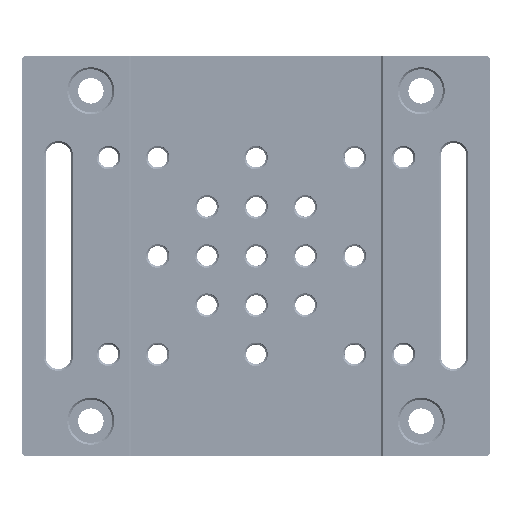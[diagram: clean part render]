
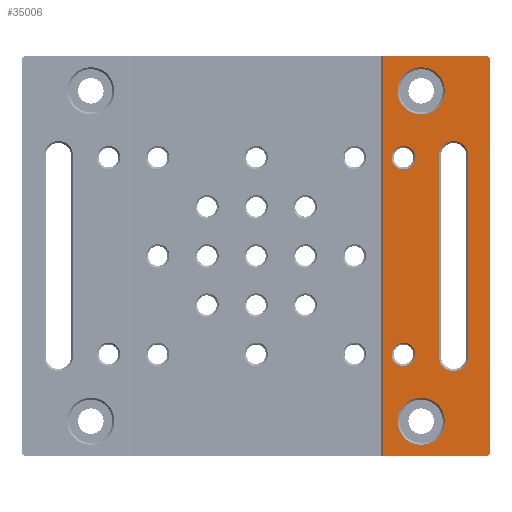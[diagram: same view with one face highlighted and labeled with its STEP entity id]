
A CAD part, front view. The second image highlights one B-rep face of the part: STEP entity #35006.
In plain terms, the highlighted planar face has unit normal (0, -1, 0).
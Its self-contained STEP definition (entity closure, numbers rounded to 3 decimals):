
#587=CARTESIAN_POINT('',(42.,0.,42.));
#588=DIRECTION('',(0.,1.,0.));
#589=DIRECTION('',(-1.,0.,0.));
#590=AXIS2_PLACEMENT_3D('',#587,#588,#589);
#592=CARTESIAN_POINT('',(42.,0.,42.));
#593=DIRECTION('',(0.,1.,0.));
#594=DIRECTION('',(1.,0.,0.));
#595=AXIS2_PLACEMENT_3D('',#592,#593,#594);
#597=DIRECTION('',(-0.707,0.,0.707));
#598=VECTOR('',#597,0.707);
#599=CARTESIAN_POINT('',(59.5,0.,50.25));
#600=LINE('',#599,#598);
#601=DIRECTION('',(0.,0.,1.));
#602=VECTOR('',#601,100.5);
#603=CARTESIAN_POINT('',(59.5,0.,-50.25));
#604=LINE('',#603,#602);
#605=DIRECTION('',(0.707,0.,0.707));
#606=VECTOR('',#605,0.707);
#607=CARTESIAN_POINT('',(59.,0.,-50.75));
#608=LINE('',#607,#606);
#609=DIRECTION('',(1.,0.,0.));
#610=VECTOR('',#609,26.75);
#611=CARTESIAN_POINT('',(32.25,0.,-50.75));
#612=LINE('',#611,#610);
#613=DIRECTION('',(0.,0.,-1.));
#614=VECTOR('',#613,101.5);
#615=CARTESIAN_POINT('',(32.25,0.,50.75));
#616=LINE('',#615,#614);
#617=DIRECTION('',(-1.,0.,0.));
#618=VECTOR('',#617,26.75);
#619=CARTESIAN_POINT('',(59.,0.,50.75));
#620=LINE('',#619,#618);
#665=CARTESIAN_POINT('',(42.,0.,-42.));
#666=DIRECTION('',(0.,1.,0.));
#667=DIRECTION('',(1.,0.,0.));
#668=AXIS2_PLACEMENT_3D('',#665,#666,#667);
#670=CARTESIAN_POINT('',(42.,0.,-42.));
#671=DIRECTION('',(0.,1.,0.));
#672=DIRECTION('',(-1.,0.,0.));
#673=AXIS2_PLACEMENT_3D('',#670,#671,#672);
#675=DIRECTION('',(0.,0.,-1.));
#676=VECTOR('',#675,51.);
#677=CARTESIAN_POINT('',(46.5,0.,25.5));
#678=LINE('',#677,#676);
#679=CARTESIAN_POINT('',(50.25,0.,-25.5));
#680=DIRECTION('',(0.,-1.,0.));
#681=DIRECTION('',(-1.,0.,0.));
#682=AXIS2_PLACEMENT_3D('',#679,#680,#681);
#684=DIRECTION('',(0.,0.,1.));
#685=VECTOR('',#684,51.);
#686=CARTESIAN_POINT('',(54.,0.,-25.5));
#687=LINE('',#686,#685);
#688=CARTESIAN_POINT('',(50.25,0.,25.5));
#689=DIRECTION('',(0.,-1.,0.));
#690=DIRECTION('',(1.,0.,0.));
#691=AXIS2_PLACEMENT_3D('',#688,#689,#690);
#739=CARTESIAN_POINT('',(37.5,0.,-25.));
#740=DIRECTION('',(0.,1.,0.));
#741=DIRECTION('',(0.056,0.,-0.998));
#742=AXIS2_PLACEMENT_3D('',#739,#740,#741);
#744=CARTESIAN_POINT('',(40.323,0.,
-26.015));
#745=CARTESIAN_POINT('',(40.243,0.,
-26.239));
#746=CARTESIAN_POINT('',(40.035,0.,-26.655));
#747=CARTESIAN_POINT('',(39.581,0.,
-27.199));
#748=CARTESIAN_POINT('',(39.01,0.,-27.624));
#749=CARTESIAN_POINT('',(38.364,0.,-27.901));
#750=CARTESIAN_POINT('',(37.907,0.,
-27.982));
#751=CARTESIAN_POINT('',(37.669,0.,
-27.995));
#753=CARTESIAN_POINT('',(37.5,0.,25.));
#754=DIRECTION('',(0.,1.,0.));
#755=DIRECTION('',(0.056,0.,-0.998));
#756=AXIS2_PLACEMENT_3D('',#753,#754,#755);
#758=CARTESIAN_POINT('',(40.323,0.,23.985));
#759=CARTESIAN_POINT('',(40.243,0.,23.761));
#760=CARTESIAN_POINT('',(40.035,0.,23.345));
#761=CARTESIAN_POINT('',(39.581,0.,22.801));
#762=CARTESIAN_POINT('',(39.01,0.,22.376));
#763=CARTESIAN_POINT('',(38.364,0.,22.099));
#764=CARTESIAN_POINT('',(37.907,0.,22.018));
#765=CARTESIAN_POINT('',(37.669,0.,22.005));
#29718=CARTESIAN_POINT('',(37.5,0.,-25.));
#29719=DIRECTION('',(0.,1.,0.));
#29720=DIRECTION('',(-1.,0.,0.));
#29721=AXIS2_PLACEMENT_3D('',#29718,#29719,#29720);
#30209=CARTESIAN_POINT('',(37.669,0.,
-27.995));
#30786=CARTESIAN_POINT('',(40.323,0.,
-26.015));
#31239=CARTESIAN_POINT('',(37.5,0.,25.));
#31240=DIRECTION('',(0.,1.,0.));
#31241=DIRECTION('',(-1.,0.,0.));
#31242=AXIS2_PLACEMENT_3D('',#31239,#31240,#31241);
#31730=CARTESIAN_POINT('',(37.669,0.,
22.005));
#32307=CARTESIAN_POINT('',(40.323,0.,
23.985));
#32832=CARTESIAN_POINT('',(59.,0.,-50.75));
#32833=VERTEX_POINT('',#32832);
#32834=CARTESIAN_POINT('',(59.5,0.,-50.25));
#32835=VERTEX_POINT('',#32834);
#32844=CARTESIAN_POINT('',(59.5,0.,50.25));
#32845=VERTEX_POINT('',#32844);
#32846=CARTESIAN_POINT('',(59.,0.,50.75));
#32847=VERTEX_POINT('',#32846);
#34055=VERTEX_POINT('',#30209);
#34056=VERTEX_POINT('',#30786);
#34127=VERTEX_POINT('',#31730);
#34128=VERTEX_POINT('',#32307);
#34147=CARTESIAN_POINT('',(36.,0.,42.));
#34148=CARTESIAN_POINT('',(48.,0.,42.));
#34149=VERTEX_POINT('',#34147);
#34150=VERTEX_POINT('',#34148);
#34175=CARTESIAN_POINT('',(48.,0.,-42.));
#34176=CARTESIAN_POINT('',(36.,0.,-42.));
#34177=VERTEX_POINT('',#34175);
#34178=VERTEX_POINT('',#34176);
#34183=CARTESIAN_POINT('',(46.5,0.,
25.5));
#34184=CARTESIAN_POINT('',(46.5,0.,
-25.5));
#34185=VERTEX_POINT('',#34183);
#34186=VERTEX_POINT('',#34184);
#34189=CARTESIAN_POINT('',(54.,0.,-25.5));
#34190=VERTEX_POINT('',#34189);
#34193=CARTESIAN_POINT('',(54.,0.,
25.5));
#34194=VERTEX_POINT('',#34193);
#34218=CARTESIAN_POINT('',(34.5,0.,-25.));
#34219=VERTEX_POINT('',#34218);
#34221=CARTESIAN_POINT('',(34.5,0.,25.));
#34222=VERTEX_POINT('',#34221);
#34223=CARTESIAN_POINT('',(32.25,0.,-50.75));
#34225=VERTEX_POINT('',#34223);
#34229=CARTESIAN_POINT('',(32.25,0.,50.75));
#34230=VERTEX_POINT('',#34229);
#34953=CARTESIAN_POINT('',(-38.1,0.,-44.641));
#34954=DIRECTION('',(0.,1.,0.));
#34955=DIRECTION('',(0.,0.,1.));
#34956=AXIS2_PLACEMENT_3D('',#34953,#34954,#34955);
#34957=PLANE('',#34956);
#34958=ORIENTED_EDGE('',*,*,#34944,.F.);
#34959=ORIENTED_EDGE('',*,*,#34841,.F.);
#34960=ORIENTED_EDGE('',*,*,#34855,.F.);
#34961=ORIENTED_EDGE('',*,*,#34881,.F.);
#34963=ORIENTED_EDGE('',*,*,#34962,.F.);
#34965=ORIENTED_EDGE('',*,*,#34964,.F.);
#34966=EDGE_LOOP('',(#34958,#34959,#34960,#34961,#34963,#34965));
#34967=FACE_OUTER_BOUND('',#34966,.F.);
#34969=ORIENTED_EDGE('',*,*,#34968,.F.);
#34971=ORIENTED_EDGE('',*,*,#34970,.F.);
#34972=EDGE_LOOP('',(#34969,#34971));
#34973=FACE_BOUND('',#34972,.F.);
#34975=ORIENTED_EDGE('',*,*,#34974,.F.);
#34977=ORIENTED_EDGE('',*,*,#34976,.F.);
#34978=EDGE_LOOP('',(#34975,#34977));
#34979=FACE_BOUND('',#34978,.F.);
#34981=ORIENTED_EDGE('',*,*,#34980,.T.);
#34983=ORIENTED_EDGE('',*,*,#34982,.T.);
#34985=ORIENTED_EDGE('',*,*,#34984,.T.);
#34987=ORIENTED_EDGE('',*,*,#34986,.T.);
#34988=EDGE_LOOP('',(#34981,#34983,#34985,#34987));
#34989=FACE_BOUND('',#34988,.F.);
#34991=ORIENTED_EDGE('',*,*,#34990,.F.);
#34993=ORIENTED_EDGE('',*,*,#34992,.F.);
#34995=ORIENTED_EDGE('',*,*,#34994,.F.);
#34996=EDGE_LOOP('',(#34991,#34993,#34995));
#34997=FACE_BOUND('',#34996,.F.);
#34999=ORIENTED_EDGE('',*,*,#34998,.F.);
#35001=ORIENTED_EDGE('',*,*,#35000,.F.);
#35003=ORIENTED_EDGE('',*,*,#35002,.F.);
#35004=EDGE_LOOP('',(#34999,#35001,#35003));
#35005=FACE_BOUND('',#35004,.F.);
#35006=ADVANCED_FACE('',(#34967,#34973,#34979,#34989,#34997,#35005),#34957,.F.);
#591=CIRCLE('',#590,6.);
#596=CIRCLE('',#595,6.);
#669=CIRCLE('',#668,6.);
#674=CIRCLE('',#673,6.);
#683=CIRCLE('',#682,3.75);
#692=CIRCLE('',#691,3.75);
#743=CIRCLE('',#742,3.);
#752=B_SPLINE_CURVE_WITH_KNOTS('',3,(#744,#745,#746,#747,#748,#749,#750,#751),
.UNSPECIFIED.,.F.,.F.,(4,1,1,1,1,4),(0.,0.2,0.4,0.6,0.8,1.),
.UNSPECIFIED.);
#757=CIRCLE('',#756,3.);
#766=B_SPLINE_CURVE_WITH_KNOTS('',3,(#758,#759,#760,#761,#762,#763,#764,#765),
.UNSPECIFIED.,.F.,.F.,(4,1,1,1,1,4),(0.,0.2,0.4,0.6,0.8,1.),
.UNSPECIFIED.);
#29722=CIRCLE('',#29721,3.);
#31243=CIRCLE('',#31242,3.);
#34841=EDGE_CURVE('',#32835,#32845,#604,.T.);
#34855=EDGE_CURVE('',#32833,#32835,#608,.T.);
#34881=EDGE_CURVE('',#34225,#32833,#612,.T.);
#34944=EDGE_CURVE('',#32845,#32847,#600,.T.);
#34962=EDGE_CURVE('',#34230,#34225,#616,.T.);
#34964=EDGE_CURVE('',#32847,#34230,#620,.T.);
#34968=EDGE_CURVE('',#34149,#34150,#591,.T.);
#34970=EDGE_CURVE('',#34150,#34149,#596,.T.);
#34974=EDGE_CURVE('',#34177,#34178,#669,.T.);
#34976=EDGE_CURVE('',#34178,#34177,#674,.T.);
#34980=EDGE_CURVE('',#34185,#34186,#678,.T.);
#34982=EDGE_CURVE('',#34186,#34190,#683,.T.);
#34984=EDGE_CURVE('',#34190,#34194,#687,.T.);
#34986=EDGE_CURVE('',#34194,#34185,#692,.T.);
#34990=EDGE_CURVE('',#34219,#34056,#29722,.T.);
#34992=EDGE_CURVE('',#34055,#34219,#743,.T.);
#34994=EDGE_CURVE('',#34056,#34055,#752,.T.);
#34998=EDGE_CURVE('',#34222,#34128,#31243,.T.);
#35000=EDGE_CURVE('',#34127,#34222,#757,.T.);
#35002=EDGE_CURVE('',#34128,#34127,#766,.T.);
